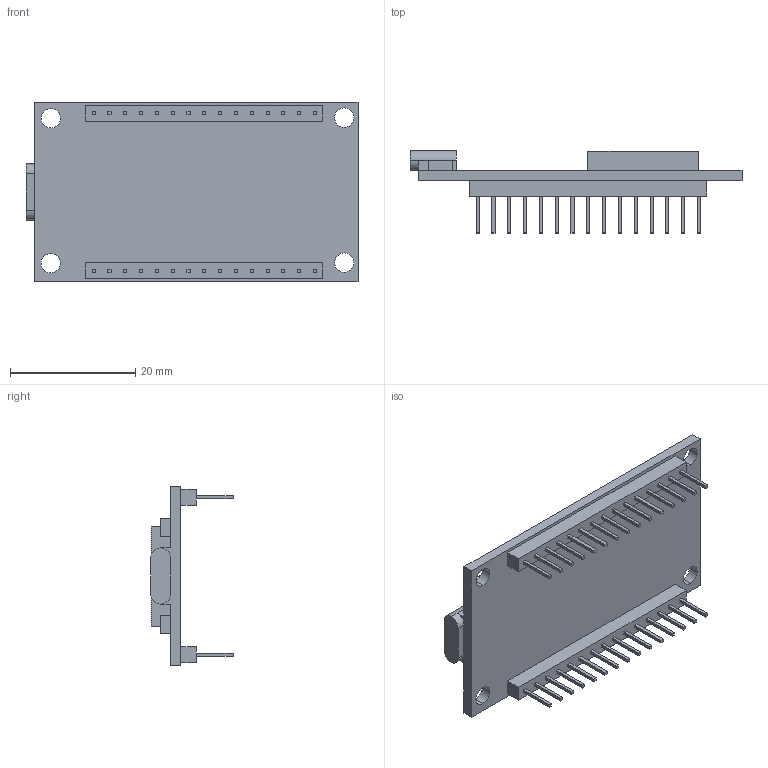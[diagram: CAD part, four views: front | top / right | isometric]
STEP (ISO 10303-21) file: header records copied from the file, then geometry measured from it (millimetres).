
FILE_DESCRIPTION (( 'STEP AP214' ), '1' );
FILE_NAME ('ESP32Board.STEP', '2024-06-28T01:38:20', ( '' ), ( '' ), 'SwSTEP 2.0', 'SolidWorks 2023', '' );
FILE_SCHEMA (( 'AUTOMOTIVE_DESIGN' ));
Length unit declared in the file: millimetre
Products named in the file (1): ESP32Board
Bounding box: 53.12 x 13.18 x 28.69 mm (x, y, z)
Volume: 4037.7 mm3; surface area: 4367.3 mm2
Topology: 1 solids, 1 shells, 199 faces, 484 edges, 322 vertices
Faces by surface type: plane 187, cylinder 12
Entity records: 5765 total; most frequent: CARTESIAN_POINT 1006, ORIENTED_EDGE 968, DIRECTION 908, EDGE_CURVE 484, VECTOR 460, LINE 460, VERTEX_POINT 322, EDGE_LOOP 242
